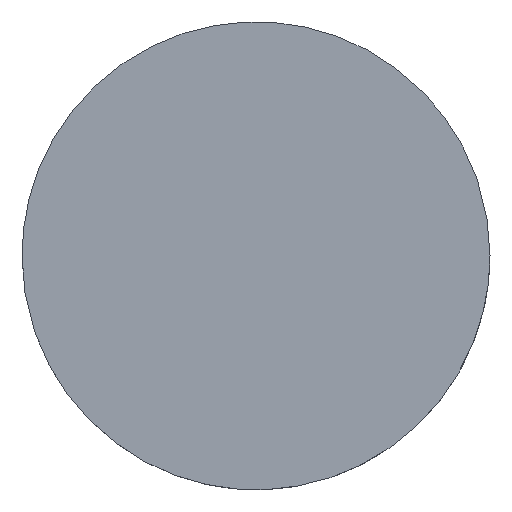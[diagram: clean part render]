
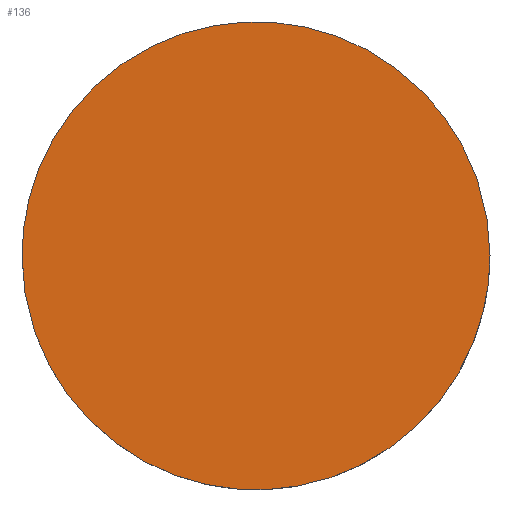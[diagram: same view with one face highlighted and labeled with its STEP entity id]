
A CAD part, top view. The second image highlights one B-rep face of the part: STEP entity #136.
In plain terms, the highlighted planar face has unit normal (0, 0, 1).
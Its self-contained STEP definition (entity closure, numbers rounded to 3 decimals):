
#3 = CARTESIAN_POINT ( 'NONE',  ( -6.35, 0., 2.5 ) ) ;
#4 = VERTEX_POINT ( 'NONE', #117 ) ;
#5 = ORIENTED_EDGE ( 'NONE', *, *, #109, .T. ) ;
#15 = FACE_OUTER_BOUND ( 'NONE', #81, .T. ) ;
#21 = CARTESIAN_POINT ( 'NONE',  ( 0., -6.35, 2.5 ) ) ;
#52 =( BOUNDED_CURVE ( )  B_SPLINE_CURVE ( 2, ( #169, #111, #166, #137, #3 ),
 .UNSPECIFIED., .F., .T. ) 
 B_SPLINE_CURVE_WITH_KNOTS ( ( 3, 2, 3 ),
 ( 0., 1.571, 3.142 ),
 .UNSPECIFIED. ) 
 CURVE ( )  GEOMETRIC_REPRESENTATION_ITEM ( )  RATIONAL_B_SPLINE_CURVE ( ( 1., 0.707, 1., 0.707, 1. ) ) 
 REPRESENTATION_ITEM ( '' )  );
#61 = ORIENTED_EDGE ( 'NONE', *, *, #147, .T. ) ;
#72 = CARTESIAN_POINT ( 'NONE',  ( 6.35, 0., 2.5 ) ) ;
#73 = CARTESIAN_POINT ( 'NONE',  ( 0., 13.158, 2.5 ) ) ;
#81 = EDGE_LOOP ( 'NONE', ( #61, #5 ) ) ;
#82 = DIRECTION ( 'NONE',  ( 1., 0., 0. ) ) ;
#83 = CARTESIAN_POINT ( 'NONE',  ( 6.35, -6.35, 2.5 ) ) ;
#88 = CARTESIAN_POINT ( 'NONE',  ( -6.35, 0., 2.5 ) ) ;
#92 =( BOUNDED_CURVE ( )  B_SPLINE_CURVE ( 2, ( #88, #144, #21, #83, #72 ),
 .UNSPECIFIED., .F., .F. ) 
 B_SPLINE_CURVE_WITH_KNOTS ( ( 3, 2, 3 ),
 ( 3.142, 4.712, 6.283 ),
 .UNSPECIFIED. ) 
 CURVE ( )  GEOMETRIC_REPRESENTATION_ITEM ( )  RATIONAL_B_SPLINE_CURVE ( ( 1., 0.707, 1., 0.707, 1. ) ) 
 REPRESENTATION_ITEM ( '' )  );
#100 = DIRECTION ( 'NONE',  ( 0., 0., 1. ) ) ;
#109 = EDGE_CURVE ( 'NONE', #112, #4, #92, .T. ) ;
#111 = CARTESIAN_POINT ( 'NONE',  ( 6.35, 6.35, 2.5 ) ) ;
#112 = VERTEX_POINT ( 'NONE', #164 ) ;
#113 = PLANE ( 'NONE',  #150 ) ;
#117 = CARTESIAN_POINT ( 'NONE',  ( 6.35, 0., 2.5 ) ) ;
#136 = ADVANCED_FACE ( 'NONE', ( #15 ), #113, .T. ) ;
#137 = CARTESIAN_POINT ( 'NONE',  ( -6.35, 6.35, 2.5 ) ) ;
#144 = CARTESIAN_POINT ( 'NONE',  ( -6.35, -6.35, 2.5 ) ) ;
#147 = EDGE_CURVE ( 'NONE', #4, #112, #52, .T. ) ;
#150 = AXIS2_PLACEMENT_3D ( 'NONE', #73, #100, #82 ) ;
#164 = CARTESIAN_POINT ( 'NONE',  ( -6.35, 0., 2.5 ) ) ;
#166 = CARTESIAN_POINT ( 'NONE',  ( 0., 6.35, 2.5 ) ) ;
#169 = CARTESIAN_POINT ( 'NONE',  ( 6.35, 0., 2.5 ) ) ;
